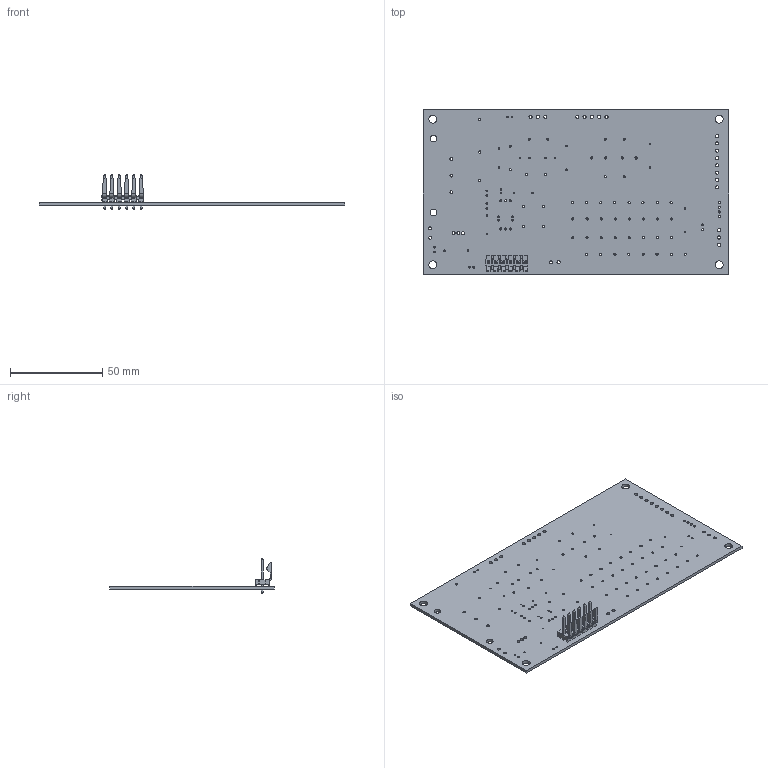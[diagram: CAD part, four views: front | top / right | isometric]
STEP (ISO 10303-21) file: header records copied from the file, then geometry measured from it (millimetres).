
FILE_DESCRIPTION(('KiCad electronic assembly'),'2;1');
FILE_NAME('psu.step','2022-12-19T15:38:51',('Pcbnew'),('Kicad'), 'Open CASCADE STEP processor 7.5','KiCad to STEP converter','Unknown' );
FILE_SCHEMA(('AUTOMOTIVE_DESIGN { 1 0 10303 214 1 1 1 1 }'));
Length unit declared in the file: millimetre
Products named in the file (4): psu 1; 026482065; COMPOUND; psu PCB
Assembly tree (3 placements, depth 3):
  psu 1
    026482065
      COMPOUND
    psu PCB
Bounding box: 165.1 x 88.9 x 19.05 mm (x, y, z)
Volume: 23785.8 mm3; surface area: 32306.7 mm2
Topology: 2 solids, 2 shells, 526 faces, 1468 edges, 966 vertices
Faces by surface type: plane 362, cylinder 164
Full cylindrical faces by diameter (mm): 0.8 x20, 0.9 x6, 1 x10, 1.1 x32, 1.19 x4, 1.2 x24, 1.27 x3, 1.6 x8, 1.7 x27, 3.6 x2, 4.3 x4
Entity records: 38467 total; most frequent: CARTESIAN_POINT 9188, DIRECTION 5308, LINE 3664, VECTOR 3664, ORIENTED_EDGE 2912, PCURVE 2912, DEFINITIONAL_REPRESENTATION 2912, EDGE_CURVE 1456
